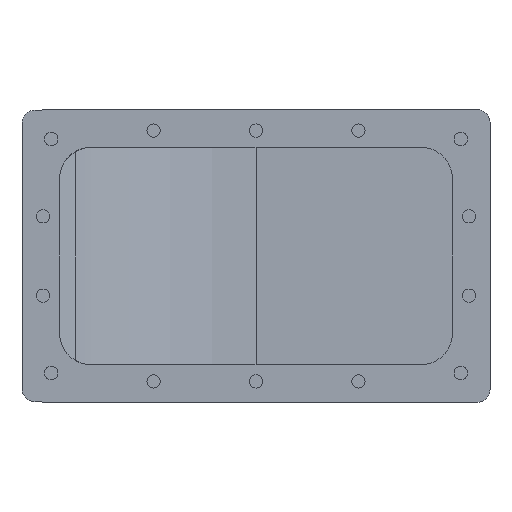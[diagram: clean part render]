
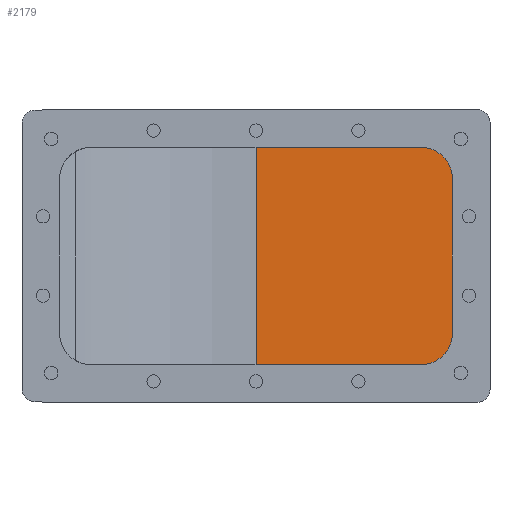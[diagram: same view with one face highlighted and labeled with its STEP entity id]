
A CAD part, front view. The second image highlights one B-rep face of the part: STEP entity #2179.
In plain terms, the highlighted planar face has unit normal (0, -1, 0).
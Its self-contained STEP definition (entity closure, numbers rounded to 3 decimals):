
#130 = DIRECTION ( 'NONE',  ( 0., 0., -1. ) ) ;
#263 = CARTESIAN_POINT ( 'NONE',  ( 39.5, 26.759, -26. ) ) ;
#282 = CIRCLE ( 'NONE', #1918, 7.5 ) ;
#420 = CARTESIAN_POINT ( 'NONE',  ( 0., 26.759, 35. ) ) ;
#728 = CARTESIAN_POINT ( 'NONE',  ( -39.5, 26.759, 26. ) ) ;
#748 = DIRECTION ( 'NONE',  ( 0., 0., -1. ) ) ;
#840 = EDGE_CURVE ( 'NONE', #881, #1683, #2095, .T. ) ;
#872 = VERTEX_POINT ( 'NONE', #994 ) ;
#881 = VERTEX_POINT ( 'NONE', #263 ) ;
#920 = CARTESIAN_POINT ( 'NONE',  ( 47., 26.759, 18.5 ) ) ;
#964 = CARTESIAN_POINT ( 'NONE',  ( -39.5, 26.759, -26. ) ) ;
#965 = AXIS2_PLACEMENT_3D ( 'NONE', #1229, #1700, #748 ) ;
#994 = CARTESIAN_POINT ( 'NONE',  ( 0., 26.759, 26. ) ) ;
#1194 = DIRECTION ( 'NONE',  ( 0., -1., 0. ) ) ;
#1229 = CARTESIAN_POINT ( 'NONE',  ( 39.5, 26.759, 18.5 ) ) ;
#1295 = CIRCLE ( 'NONE', #965, 7.5 ) ;
#1298 = ORIENTED_EDGE ( 'NONE', *, *, #2282, .F. ) ;
#1423 = CARTESIAN_POINT ( 'NONE',  ( 39.5, 26.759, 26. ) ) ;
#1424 = VERTEX_POINT ( 'NONE', #1594 ) ;
#1439 = LINE ( 'NONE', #728, #2583 ) ;
#1449 = FACE_OUTER_BOUND ( 'NONE', #2116, .T. ) ;
#1505 = DIRECTION ( 'NONE',  ( -1., 0., 0. ) ) ;
#1594 = CARTESIAN_POINT ( 'NONE',  ( 47., 26.759, -18.5 ) ) ;
#1629 = VERTEX_POINT ( 'NONE', #1423 ) ;
#1683 = VERTEX_POINT ( 'NONE', #3003 ) ;
#1700 = DIRECTION ( 'NONE',  ( 0., 1., 0. ) ) ;
#1829 = LINE ( 'NONE', #920, #2343 ) ;
#1857 = DIRECTION ( 'NONE',  ( 0., 0., -1. ) ) ;
#1918 = AXIS2_PLACEMENT_3D ( 'NONE', #2725, #2238, #2988 ) ;
#1979 = AXIS2_PLACEMENT_3D ( 'NONE', #420, #1194, #2444 ) ;
#2028 = VECTOR ( 'NONE', #130, 1000. ) ;
#2075 = ORIENTED_EDGE ( 'NONE', *, *, #2663, .T. ) ;
#2095 = LINE ( 'NONE', #964, #2414 ) ;
#2116 = EDGE_LOOP ( 'NONE', ( #2075, #2920, #2912, #2591, #1298, #3131 ) ) ;
#2179 = ADVANCED_FACE ( 'NONE', ( #1449 ), #2691, .T. ) ;
#2238 = DIRECTION ( 'NONE',  ( 0., 1., 0. ) ) ;
#2282 = EDGE_CURVE ( 'NONE', #1629, #2516, #1295, .T. ) ;
#2305 = LINE ( 'NONE', #3172, #2028 ) ;
#2322 = EDGE_CURVE ( 'NONE', #1424, #881, #282, .T. ) ;
#2343 = VECTOR ( 'NONE', #1857, 1000. ) ;
#2414 = VECTOR ( 'NONE', #1505, 1000. ) ;
#2444 = DIRECTION ( 'NONE',  ( 0., 0., -1. ) ) ;
#2516 = VERTEX_POINT ( 'NONE', #2855 ) ;
#2583 = VECTOR ( 'NONE', #2732, 1000. ) ;
#2591 = ORIENTED_EDGE ( 'NONE', *, *, #2617, .F. ) ;
#2617 = EDGE_CURVE ( 'NONE', #2516, #1424, #1829, .T. ) ;
#2663 = EDGE_CURVE ( 'NONE', #872, #1683, #2305, .T. ) ;
#2691 = PLANE ( 'NONE',  #1979 ) ;
#2725 = CARTESIAN_POINT ( 'NONE',  ( 39.5, 26.759, -18.5 ) ) ;
#2732 = DIRECTION ( 'NONE',  ( 1., 0., 0. ) ) ;
#2855 = CARTESIAN_POINT ( 'NONE',  ( 47., 26.759, 18.5 ) ) ;
#2912 = ORIENTED_EDGE ( 'NONE', *, *, #2322, .F. ) ;
#2920 = ORIENTED_EDGE ( 'NONE', *, *, #840, .F. ) ;
#2988 = DIRECTION ( 'NONE',  ( 0., 0., -1. ) ) ;
#3003 = CARTESIAN_POINT ( 'NONE',  ( 0., 26.759, -26. ) ) ;
#3131 = ORIENTED_EDGE ( 'NONE', *, *, #3155, .F. ) ;
#3155 = EDGE_CURVE ( 'NONE', #872, #1629, #1439, .T. ) ;
#3172 = CARTESIAN_POINT ( 'NONE',  ( 0., 26.759, 35. ) ) ;
